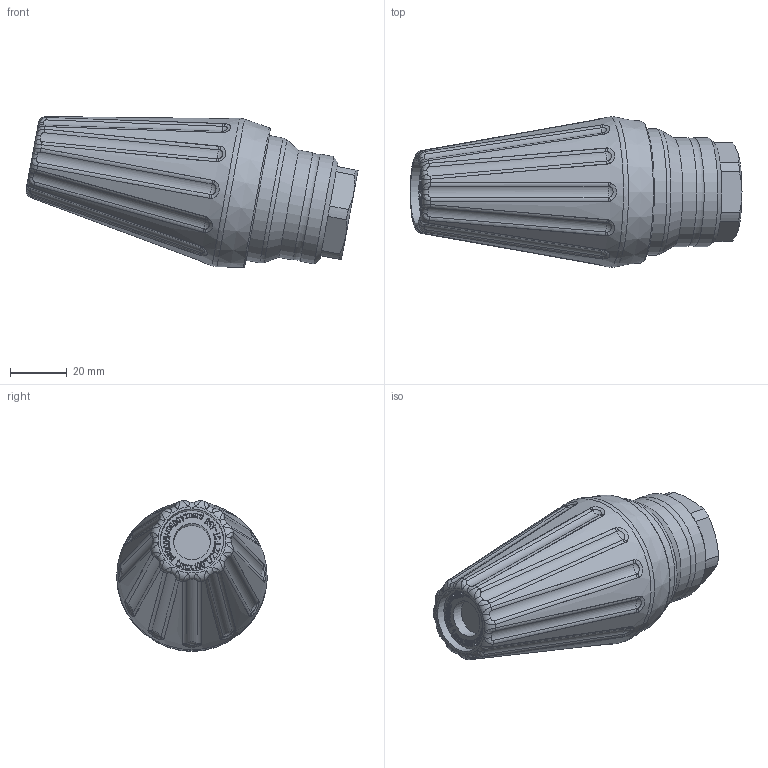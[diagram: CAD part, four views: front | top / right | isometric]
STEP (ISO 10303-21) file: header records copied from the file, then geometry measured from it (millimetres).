
FILE_DESCRIPTION(/* description */ ('Unknown'),/* implementation_level */ '2;1');
FILE_NAME(/* name */ '200 458 640',/* time_stamp */ '2022-03-09T09:00:59+01:00',/* author */ ('Unknown'),/* organization */ ('Unknown'),/* preprocessor_version */ 'ST-DEVELOPER v18.1',/* originating_system */ 'Solid Edge',/* authorisation */ 'Unknown');
FILE_SCHEMA (('AUTOMOTIVE_DESIGN {1 0 10303 214 3 1 1}'));
Length unit declared in the file: millimetre
Products named in the file (1): 200 458 640
Bounding box: 117.2 x 53.13 x 53.29 mm (x, y, z)
Volume: 153069.3 mm3; surface area: 18294.5 mm2
Topology: 1 solids, 1 shells, 547 faces, 1313 edges, 835 vertices
Faces by surface type: plane 309, bspline 100, torus 65, cylinder 62, cone 11
Full cylindrical faces by diameter (mm): 0.31 x2, 0.62 x2, 13 x1, 22.3 x1, 38.5 x2, 43.4 x1, 44.8 x1
Entity records: 23294 total; most frequent: CARTESIAN_POINT 7831, ORIENTED_EDGE 2544, DIRECTION 1968, EDGE_CURVE 1272, VERTEX_POINT 830, LINE 730, VECTOR 730, EDGE_LOOP 650
